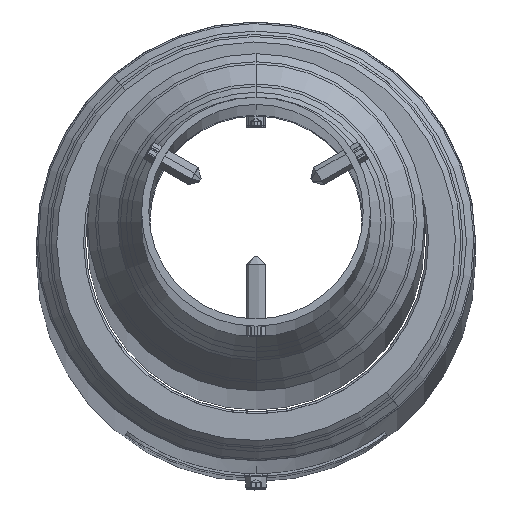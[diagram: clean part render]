
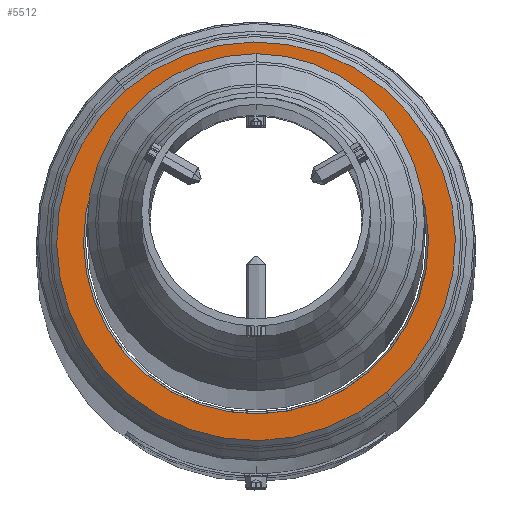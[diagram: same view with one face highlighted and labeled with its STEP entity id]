
A CAD part, top view. The second image highlights one B-rep face of the part: STEP entity #5512.
In plain terms, the highlighted face is planar.
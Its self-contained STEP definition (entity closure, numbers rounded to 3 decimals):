
#18 = CARTESIAN_POINT ( 'NONE',  ( 0., 0., -40. ) ) ;
#94 = AXIS2_PLACEMENT_3D ( 'NONE', #6867, #5137, #4042 ) ;
#412 = EDGE_LOOP ( 'NONE', ( #4866, #6674 ) ) ;
#415 = DIRECTION ( 'NONE',  ( 0., 0., -1. ) ) ;
#840 = EDGE_CURVE ( 'NONE', #4483, #1581, #2663, .T. ) ;
#1391 = DIRECTION ( 'NONE',  ( 1., 0., 0. ) ) ;
#1581 = VERTEX_POINT ( 'NONE', #4058 ) ;
#1873 = AXIS2_PLACEMENT_3D ( 'NONE', #2418, #6359, #1391 ) ;
#1880 = FACE_BOUND ( 'NONE', #412, .T. ) ;
#2295 = ORIENTED_EDGE ( 'NONE', *, *, #3459, .T. ) ;
#2418 = CARTESIAN_POINT ( 'NONE',  ( 0., 0., -40. ) ) ;
#2560 = DIRECTION ( 'NONE',  ( 1., 0., 0. ) ) ;
#2605 = CARTESIAN_POINT ( 'NONE',  ( 0., 0., -40. ) ) ;
#2663 = CIRCLE ( 'NONE', #1873, 86.15 ) ;
#2680 = EDGE_CURVE ( 'NONE', #3552, #6904, #5856, .T. ) ;
#3007 = ORIENTED_EDGE ( 'NONE', *, *, #2680, .T. ) ;
#3364 = CARTESIAN_POINT ( 'NONE',  ( -86.15, 0., -40. ) ) ;
#3459 = EDGE_CURVE ( 'NONE', #6904, #3552, #3968, .T. ) ;
#3505 = AXIS2_PLACEMENT_3D ( 'NONE', #18, #6512, #5977 ) ;
#3507 = DIRECTION ( 'NONE',  ( 0., 0., -1. ) ) ;
#3552 = VERTEX_POINT ( 'NONE', #4237 ) ;
#3968 = CIRCLE ( 'NONE', #4424, 99.55 ) ;
#4031 = CARTESIAN_POINT ( 'NONE',  ( 0., 0., -40. ) ) ;
#4042 = DIRECTION ( 'NONE',  ( 1., 0., 0. ) ) ;
#4058 = CARTESIAN_POINT ( 'NONE',  ( 86.15, 0., -40. ) ) ;
#4237 = CARTESIAN_POINT ( 'NONE',  ( 99.55, 0., -40. ) ) ;
#4424 = AXIS2_PLACEMENT_3D ( 'NONE', #2605, #415, #5872 ) ;
#4483 = VERTEX_POINT ( 'NONE', #3364 ) ;
#4866 = ORIENTED_EDGE ( 'NONE', *, *, #840, .T. ) ;
#5137 = DIRECTION ( 'NONE',  ( 0., 0., 1. ) ) ;
#5512 = ADVANCED_FACE ( 'NONE', ( #1880, #5709 ), #6275, .F. ) ;
#5709 = FACE_OUTER_BOUND ( 'NONE', #6940, .T. ) ;
#5856 = CIRCLE ( 'NONE', #6424, 99.55 ) ;
#5872 = DIRECTION ( 'NONE',  ( 1., 0., 0. ) ) ;
#5887 = EDGE_CURVE ( 'NONE', #1581, #4483, #6563, .T. ) ;
#5977 = DIRECTION ( 'NONE',  ( 1., 0., 0. ) ) ;
#6130 = CARTESIAN_POINT ( 'NONE',  ( -99.55, 0., -40. ) ) ;
#6275 = PLANE ( 'NONE',  #94 ) ;
#6359 = DIRECTION ( 'NONE',  ( 0., 0., 1. ) ) ;
#6424 = AXIS2_PLACEMENT_3D ( 'NONE', #4031, #3507, #2560 ) ;
#6512 = DIRECTION ( 'NONE',  ( 0., 0., 1. ) ) ;
#6563 = CIRCLE ( 'NONE', #3505, 86.15 ) ;
#6674 = ORIENTED_EDGE ( 'NONE', *, *, #5887, .T. ) ;
#6867 = CARTESIAN_POINT ( 'NONE',  ( 0., 109.55, -40. ) ) ;
#6904 = VERTEX_POINT ( 'NONE', #6130 ) ;
#6940 = EDGE_LOOP ( 'NONE', ( #3007, #2295 ) ) ;
